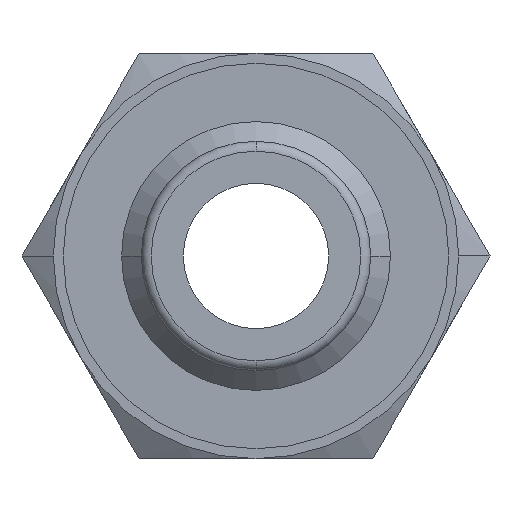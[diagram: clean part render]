
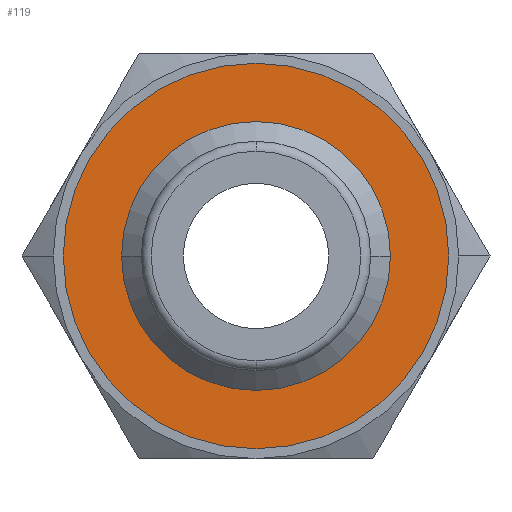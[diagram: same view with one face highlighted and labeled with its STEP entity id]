
A CAD part, front view. The second image highlights one B-rep face of the part: STEP entity #119.
In plain terms, the highlighted planar face has unit normal (0, -1, 0).
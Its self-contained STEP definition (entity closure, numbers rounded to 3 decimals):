
#119=ADVANCED_FACE('',(#267,#268),#269,.T.);
#267=FACE_OUTER_BOUND('',#446,.T.);
#268=FACE_BOUND('',#447,.T.);
#269=PLANE('',#448);
#446=EDGE_LOOP('',(#717,#718));
#447=EDGE_LOOP('',(#719,#720));
#448=AXIS2_PLACEMENT_3D('',#721,#722,#723);
#717=ORIENTED_EDGE('',*,*,#1082,.T.);
#718=ORIENTED_EDGE('',*,*,#1097,.T.);
#719=ORIENTED_EDGE('',*,*,#1072,.F.);
#720=ORIENTED_EDGE('',*,*,#1098,.F.);
#721=CARTESIAN_POINT('',(0.0,34.0,0.0));
#722=DIRECTION('',(0.0,-1.0,0.0));
#723=DIRECTION('',(-1.0,0.0,0.0));
#1072=EDGE_CURVE('',#1279,#1276,#1281,.T.);
#1082=EDGE_CURVE('',#1292,#1297,#1299,.T.);
#1097=EDGE_CURVE('',#1297,#1292,#1319,.T.);
#1098=EDGE_CURVE('',#1276,#1279,#1320,.T.);
#1276=VERTEX_POINT('',#1617);
#1279=VERTEX_POINT('',#1621);
#1281=CIRCLE('',#1624,13.6);
#1292=VERTEX_POINT('',#1637);
#1297=VERTEX_POINT('',#1643);
#1299=CIRCLE('',#1646,19.5);
#1319=CIRCLE('',#1703,19.5);
#1320=CIRCLE('',#1704,13.6);
#1617=CARTESIAN_POINT('',(13.6,34.0,0.));
#1621=CARTESIAN_POINT('',(-13.6,34.0,0.));
#1624=AXIS2_PLACEMENT_3D('',#2052,#2053,#2054);
#1637=CARTESIAN_POINT('',(19.5,34.0,0.0));
#1643=CARTESIAN_POINT('',(-19.5,34.0,0.));
#1646=AXIS2_PLACEMENT_3D('',#2068,#2069,#2070);
#1703=AXIS2_PLACEMENT_3D('',#2081,#2082,#2083);
#1704=AXIS2_PLACEMENT_3D('',#2084,#2085,#2086);
#2052=CARTESIAN_POINT('',(0.0,34.0,0.0));
#2053=DIRECTION('',(0.0,-1.0,0.0));
#2054=DIRECTION('',(1.0,0.0,0.0));
#2068=CARTESIAN_POINT('',(0.0,34.0,0.0));
#2069=DIRECTION('',(0.0,-1.0,0.0));
#2070=DIRECTION('',(1.0,0.0,0.0));
#2081=CARTESIAN_POINT('',(0.0,34.0,0.0));
#2082=DIRECTION('',(0.0,-1.0,0.0));
#2083=DIRECTION('',(1.0,0.0,0.0));
#2084=CARTESIAN_POINT('',(0.0,34.0,0.0));
#2085=DIRECTION('',(0.0,-1.0,0.0));
#2086=DIRECTION('',(1.0,0.0,0.0));
